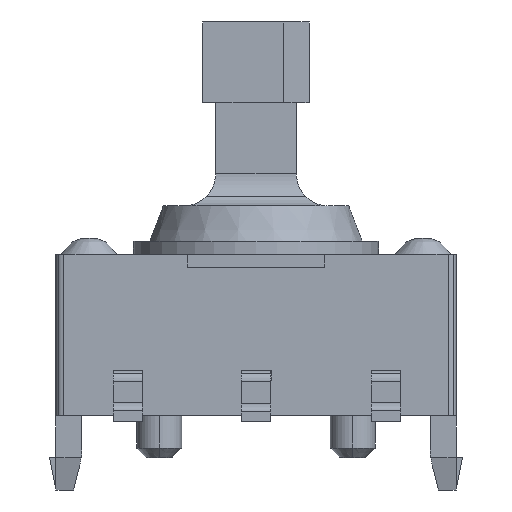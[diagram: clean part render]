
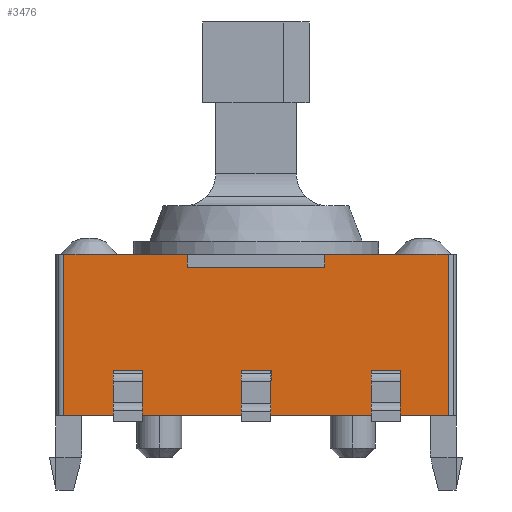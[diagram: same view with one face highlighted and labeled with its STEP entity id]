
A CAD part, left-side view. The second image highlights one B-rep face of the part: STEP entity #3476.
In plain terms, the highlighted planar face has unit normal (-1, 0, 0).
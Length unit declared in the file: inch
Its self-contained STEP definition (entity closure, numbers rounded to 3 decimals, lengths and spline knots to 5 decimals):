
#35=CARTESIAN_POINT('',(-0.24409,0.17421,-0.04724));
#36=VERTEX_POINT('',#35);
#37=CARTESIAN_POINT('',(-0.24409,0.17421,-0.03543));
#38=VERTEX_POINT('',#37);
#39=CARTESIAN_POINT('',(-0.24409,0.17421,-12345.10061));
#40=DIRECTION('',(0.,0.,1.));
#41=VECTOR('',#40,24690.);
#42=LINE('',#39,#41);
#43=EDGE_CURVE('',#36,#38,#42,.T.);
#169=CARTESIAN_POINT('',(-0.24409,0.13878,-0.03543));
#170=VERTEX_POINT('',#169);
#171=CARTESIAN_POINT('',(-0.24409,12344.93967,-0.03543));
#172=DIRECTION('',(0.,-1.,0.));
#173=VECTOR('',#172,24690.);
#174=LINE('',#171,#173);
#175=EDGE_CURVE('',#38,#170,#174,.T.);
#242=CARTESIAN_POINT('',(-0.24409,0.13878,-0.04724));
#243=VERTEX_POINT('',#242);
#244=CARTESIAN_POINT('',(-0.24409,0.13878,12344.89939));
#245=DIRECTION('',(-0.,-0.,-1.));
#246=VECTOR('',#245,24690.);
#247=LINE('',#244,#246);
#248=EDGE_CURVE('',#170,#243,#247,.T.);
#598=CARTESIAN_POINT('',(-0.24409,-12345.04085,-0.04724));
#599=DIRECTION('',(0.,1.,0.));
#600=VECTOR('',#599,24690.);
#601=LINE('',#598,#600);
#602=EDGE_CURVE('',#243,#36,#601,.T.);
#1096=CARTESIAN_POINT('',(-0.24409,-0.14075,-0.04724));
#1097=VERTEX_POINT('',#1096);
#1098=CARTESIAN_POINT('',(-0.24409,-0.14075,-0.03543));
#1099=VERTEX_POINT('',#1098);
#1100=CARTESIAN_POINT('',(-0.24409,-0.14075,-12345.10061));
#1101=DIRECTION('',(0.,0.,1.));
#1102=VECTOR('',#1101,24690.);
#1103=LINE('',#1100,#1102);
#1104=EDGE_CURVE('',#1097,#1099,#1103,.T.);
#1223=CARTESIAN_POINT('',(-0.24409,-0.17618,-0.03543));
#1224=VERTEX_POINT('',#1223);
#1225=CARTESIAN_POINT('',(-0.24409,12344.78219,-0.03543));
#1226=DIRECTION('',(0.,-1.,0.));
#1227=VECTOR('',#1226,24690.);
#1228=LINE('',#1225,#1227);
#1229=EDGE_CURVE('',#1099,#1224,#1228,.T.);
#1296=CARTESIAN_POINT('',(-0.24409,-0.17618,-0.04724));
#1297=VERTEX_POINT('',#1296);
#1298=CARTESIAN_POINT('',(-0.24409,-0.17618,12344.89939));
#1299=DIRECTION('',(-0.,-0.,-1.));
#1300=VECTOR('',#1299,24690.);
#1301=LINE('',#1298,#1300);
#1302=EDGE_CURVE('',#1224,#1297,#1301,.T.);
#1652=CARTESIAN_POINT('',(-0.24409,-12345.19833,-0.04724));
#1653=DIRECTION('',(0.,1.,0.));
#1654=VECTOR('',#1653,24690.);
#1655=LINE('',#1652,#1654);
#1656=EDGE_CURVE('',#1297,#1097,#1655,.T.);
#2150=CARTESIAN_POINT('',(-0.24409,0.01772,-0.03543));
#2151=VERTEX_POINT('',#2150);
#2152=CARTESIAN_POINT('',(-0.24409,-0.01772,-0.03543));
#2153=VERTEX_POINT('',#2152);
#2154=CARTESIAN_POINT('',(-0.24409,12344.88091,-0.03543));
#2155=DIRECTION('',(0.,-1.,0.));
#2156=VECTOR('',#2155,24690.);
#2157=LINE('',#2154,#2156);
#2158=EDGE_CURVE('',#2151,#2153,#2157,.T.);
#2191=CARTESIAN_POINT('',(-0.24409,0.01772,-0.04724));
#2192=VERTEX_POINT('',#2191);
#2193=CARTESIAN_POINT('',(-0.24409,0.01772,-12345.10061));
#2194=DIRECTION('',(-0.,-0.,1.));
#2195=VECTOR('',#2194,24690.);
#2196=LINE('',#2193,#2195);
#2197=EDGE_CURVE('',#2192,#2151,#2196,.T.);
#2509=CARTESIAN_POINT('',(-0.24409,-0.01772,-0.04724));
#2510=VERTEX_POINT('',#2509);
#2511=CARTESIAN_POINT('',(-0.24409,-12345.13858,-0.04724));
#2512=DIRECTION('',(0.,1.,0.));
#2513=VECTOR('',#2512,24690.);
#2514=LINE('',#2511,#2513);
#2515=EDGE_CURVE('',#2510,#2192,#2514,.T.);
#3355=CARTESIAN_POINT('',(-0.24409,-0.0187,-0.04724));
#3356=VERTEX_POINT('',#3355);
#3357=CARTESIAN_POINT('',(-0.24409,-12345.13821,-0.04724));
#3358=DIRECTION('',(0.,1.,0.));
#3359=VECTOR('',#3358,24690.);
#3360=LINE('',#3357,#3359);
#3361=EDGE_CURVE('',#3356,#2510,#3360,.T.);
#3373=CARTESIAN_POINT('',(-0.24409,-0.25768,-0.10039));
#3374=DIRECTION('',(-1.,0.,0.));
#3375=DIRECTION('',(0.,0.,1.));
#3376=AXIS2_PLACEMENT_3D('',#3373,#3374,#3375);
#3377=PLANE('',#3376);
#3378=CARTESIAN_POINT('',(-0.24409,-0.23425,0.1063));
#3379=VERTEX_POINT('',#3378);
#3380=CARTESIAN_POINT('',(-0.24409,-0.23425,-0.09055));
#3381=VERTEX_POINT('',#3380);
#3382=CARTESIAN_POINT('',(-0.24409,-0.23425,12345.11614));
#3383=DIRECTION('',(0.,0.,-1.));
#3384=VECTOR('',#3383,24690.);
#3385=LINE('',#3382,#3384);
#3386=EDGE_CURVE('',#3379,#3381,#3385,.T.);
#3387=ORIENTED_EDGE('',*,*,#3386,.F.);
#3388=CARTESIAN_POINT('',(-0.24409,-0.08366,0.1063));
#3389=VERTEX_POINT('',#3388);
#3390=CARTESIAN_POINT('',(-0.24409,-12345.26309,0.1063));
#3391=DIRECTION('',(0.,1.,-0.));
#3392=VECTOR('',#3391,24690.);
#3393=LINE('',#3390,#3392);
#3394=EDGE_CURVE('',#3379,#3389,#3393,.T.);
#3395=ORIENTED_EDGE('',*,*,#3394,.T.);
#3396=CARTESIAN_POINT('',(-0.24409,-0.08366,0.09055));
#3397=VERTEX_POINT('',#3396);
#3398=CARTESIAN_POINT('',(-0.24409,-0.08366,12345.00335));
#3399=DIRECTION('',(-0.,-0.,-1.));
#3400=VECTOR('',#3399,24690.);
#3401=LINE('',#3398,#3400);
#3402=EDGE_CURVE('',#3389,#3397,#3401,.T.);
#3403=ORIENTED_EDGE('',*,*,#3402,.T.);
#3404=CARTESIAN_POINT('',(-0.24409,0.08366,0.09055));
#3405=VERTEX_POINT('',#3404);
#3406=CARTESIAN_POINT('',(-0.24409,-12345.17485,0.09055));
#3407=DIRECTION('',(0.,1.,-0.));
#3408=VECTOR('',#3407,24690.);
#3409=LINE('',#3406,#3408);
#3410=EDGE_CURVE('',#3397,#3405,#3409,.T.);
#3411=ORIENTED_EDGE('',*,*,#3410,.T.);
#3412=CARTESIAN_POINT('',(-0.24409,0.08366,0.1063));
#3413=VERTEX_POINT('',#3412);
#3414=CARTESIAN_POINT('',(-0.24409,0.08366,-12345.00531));
#3415=DIRECTION('',(-0.,-0.,1.));
#3416=VECTOR('',#3415,24690.);
#3417=LINE('',#3414,#3416);
#3418=EDGE_CURVE('',#3405,#3413,#3417,.T.);
#3419=ORIENTED_EDGE('',*,*,#3418,.T.);
#3420=CARTESIAN_POINT('',(-0.24409,0.23425,0.1063));
#3421=VERTEX_POINT('',#3420);
#3422=CARTESIAN_POINT('',(-0.24409,-12345.26309,0.1063));
#3423=DIRECTION('',(0.,1.,-0.));
#3424=VECTOR('',#3423,24690.);
#3425=LINE('',#3422,#3424);
#3426=EDGE_CURVE('',#3413,#3421,#3425,.T.);
#3427=ORIENTED_EDGE('',*,*,#3426,.T.);
#3428=CARTESIAN_POINT('',(-0.24409,0.23425,-0.09055));
#3429=VERTEX_POINT('',#3428);
#3430=CARTESIAN_POINT('',(-0.24409,0.23425,-12345.10039));
#3431=DIRECTION('',(0.,0.,1.));
#3432=VECTOR('',#3431,24690.);
#3433=LINE('',#3430,#3432);
#3434=EDGE_CURVE('',#3429,#3421,#3433,.T.);
#3435=ORIENTED_EDGE('',*,*,#3434,.F.);
#3436=CARTESIAN_POINT('',(-0.24409,12344.73691,-0.09055));
#3437=DIRECTION('',(-0.,-1.,0.));
#3438=VECTOR('',#3437,24690.);
#3439=LINE('',#3436,#3438);
#3440=EDGE_CURVE('',#3429,#3381,#3439,.T.);
#3441=ORIENTED_EDGE('',*,*,#3440,.T.);
#3442=EDGE_LOOP('',(#3387,#3395,#3403,#3411,#3419,#3427,#3435,#3441));
#3443=FACE_BOUND('',#3442,.T.);
#3444=ORIENTED_EDGE('',*,*,#2158,.T.);
#3445=CARTESIAN_POINT('',(-0.24409,-0.0187,-0.03543));
#3446=VERTEX_POINT('',#3445);
#3447=CARTESIAN_POINT('',(-0.24409,12344.86179,-0.03543));
#3448=DIRECTION('',(-0.,-1.,0.));
#3449=VECTOR('',#3448,24690.);
#3450=LINE('',#3447,#3449);
#3451=EDGE_CURVE('',#2153,#3446,#3450,.T.);
#3452=ORIENTED_EDGE('',*,*,#3451,.T.);
#3453=CARTESIAN_POINT('',(-0.24409,-0.0187,12344.93238));
#3454=DIRECTION('',(-0.,-0.,-1.));
#3455=VECTOR('',#3454,24690.);
#3456=LINE('',#3453,#3455);
#3457=EDGE_CURVE('',#3446,#3356,#3456,.T.);
#3458=ORIENTED_EDGE('',*,*,#3457,.T.);
#3459=ORIENTED_EDGE('',*,*,#3361,.T.);
#3460=ORIENTED_EDGE('',*,*,#2515,.T.);
#3461=ORIENTED_EDGE('',*,*,#2197,.T.);
#3462=EDGE_LOOP('',(#3444,#3452,#3458,#3459,#3460,#3461));
#3463=FACE_BOUND('',#3462,.T.);
#3464=ORIENTED_EDGE('',*,*,#1656,.T.);
#3465=ORIENTED_EDGE('',*,*,#1104,.T.);
#3466=ORIENTED_EDGE('',*,*,#1229,.T.);
#3467=ORIENTED_EDGE('',*,*,#1302,.T.);
#3468=EDGE_LOOP('',(#3464,#3465,#3466,#3467));
#3469=FACE_BOUND('',#3468,.T.);
#3470=ORIENTED_EDGE('',*,*,#602,.T.);
#3471=ORIENTED_EDGE('',*,*,#43,.T.);
#3472=ORIENTED_EDGE('',*,*,#175,.T.);
#3473=ORIENTED_EDGE('',*,*,#248,.T.);
#3474=EDGE_LOOP('',(#3470,#3471,#3472,#3473));
#3475=FACE_BOUND('',#3474,.T.);
#3476=ADVANCED_FACE('',(#3443,#3463,#3469,#3475),#3377,.T.);
